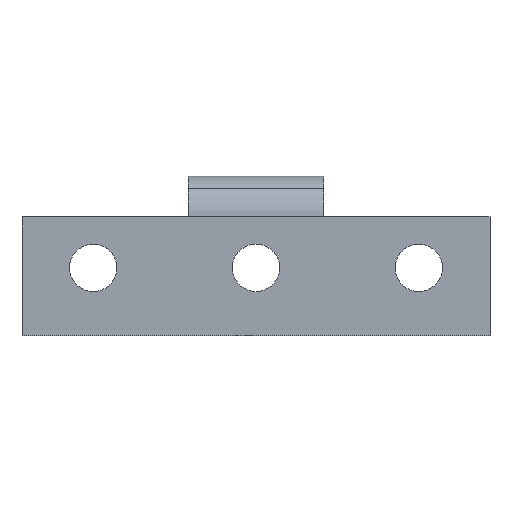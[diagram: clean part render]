
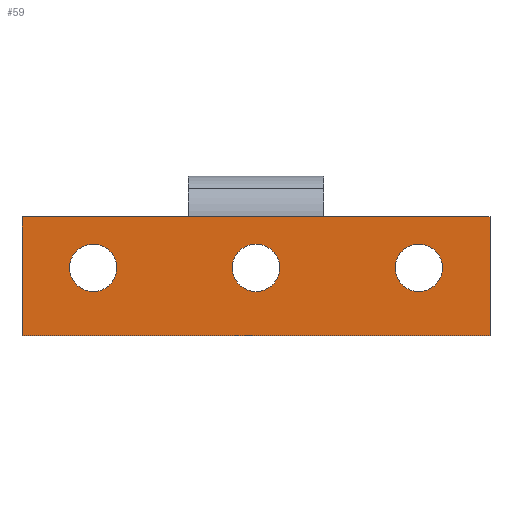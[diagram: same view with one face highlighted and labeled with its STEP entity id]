
A CAD part, top view. The second image highlights one B-rep face of the part: STEP entity #59.
In plain terms, the highlighted planar face has unit normal (0, 0, 1).
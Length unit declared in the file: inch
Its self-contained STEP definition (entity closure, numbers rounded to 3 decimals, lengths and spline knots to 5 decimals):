
#59=ADVANCED_FACE('',(#129,#130,#131,#132),#133,.T.);
#129=FACE_OUTER_BOUND('',#216,.T.);
#130=FACE_BOUND('',#217,.T.);
#131=FACE_BOUND('',#218,.T.);
#132=FACE_BOUND('',#219,.T.);
#133=PLANE('',#220);
#216=EDGE_LOOP('',(#322,#323,#324,#325,#326,#327));
#217=EDGE_LOOP('',(#328,#329));
#218=EDGE_LOOP('',(#330,#331));
#219=EDGE_LOOP('',(#332,#333));
#220=AXIS2_PLACEMENT_3D('',#334,#335,#336);
#322=ORIENTED_EDGE('',*,*,#531,.F.);
#323=ORIENTED_EDGE('',*,*,#532,.T.);
#324=ORIENTED_EDGE('',*,*,#510,.T.);
#325=ORIENTED_EDGE('',*,*,#533,.T.);
#326=ORIENTED_EDGE('',*,*,#534,.T.);
#327=ORIENTED_EDGE('',*,*,#535,.T.);
#328=ORIENTED_EDGE('',*,*,#515,.T.);
#329=ORIENTED_EDGE('',*,*,#536,.T.);
#330=ORIENTED_EDGE('',*,*,#520,.T.);
#331=ORIENTED_EDGE('',*,*,#537,.T.);
#332=ORIENTED_EDGE('',*,*,#538,.T.);
#333=ORIENTED_EDGE('',*,*,#539,.T.);
#334=CARTESIAN_POINT('',(0.,1.83592,0.));
#335=DIRECTION('',(0.,0.,1.0));
#336=DIRECTION('',(1.0,0.,0.));
#510=EDGE_CURVE('',#594,#599,#601,.T.);
#515=EDGE_CURVE('',#604,#608,#610,.T.);
#520=EDGE_CURVE('',#613,#617,#619,.T.);
#531=EDGE_CURVE('',#634,#638,#639,.T.);
#532=EDGE_CURVE('',#634,#594,#640,.T.);
#533=EDGE_CURVE('',#599,#641,#642,.T.);
#534=EDGE_CURVE('',#641,#643,#644,.T.);
#535=EDGE_CURVE('',#643,#638,#645,.T.);
#536=EDGE_CURVE('',#608,#604,#646,.T.);
#537=EDGE_CURVE('',#617,#613,#647,.T.);
#538=EDGE_CURVE('',#648,#649,#650,.T.);
#539=EDGE_CURVE('',#649,#648,#651,.T.);
#594=VERTEX_POINT('',#721);
#599=VERTEX_POINT('',#728);
#601=LINE('',#731,#732);
#604=VERTEX_POINT('',#735);
#608=VERTEX_POINT('',#740);
#610=CIRCLE('',#743,0.27559);
#613=VERTEX_POINT('',#746);
#617=VERTEX_POINT('',#751);
#619=CIRCLE('',#754,0.27559);
#634=VERTEX_POINT('',#772);
#638=VERTEX_POINT('',#777);
#639=LINE('',#778,#779);
#640=LINE('',#780,#781);
#641=VERTEX_POINT('',#782);
#642=LINE('',#783,#784);
#643=VERTEX_POINT('',#785);
#644=LINE('',#786,#787);
#645=LINE('',#788,#789);
#646=CIRCLE('',#790,0.27559);
#647=CIRCLE('',#791,0.27559);
#648=VERTEX_POINT('',#792);
#649=VERTEX_POINT('',#793);
#650=CIRCLE('',#794,0.27559);
#651=CIRCLE('',#795,0.27559);
#721=CARTESIAN_POINT('',(-2.71654,1.37795,0.));
#728=CARTESIAN_POINT('',(-2.71654,0.,0.));
#731=CARTESIAN_POINT('',(-2.71654,0.22004,0.));
#732=VECTOR('',#887,0.03937);
#735=CARTESIAN_POINT('',(0.,1.06299,0.));
#740=CARTESIAN_POINT('',(0.,0.51181,0.));
#743=AXIS2_PLACEMENT_3D('',#893,#894,#895);
#746=CARTESIAN_POINT('',(1.88976,1.06299,0.));
#751=CARTESIAN_POINT('',(1.88976,0.51181,0.));
#754=AXIS2_PLACEMENT_3D('',#901,#902,#903);
#772=CARTESIAN_POINT('',(-0.7874,1.37795,0.));
#777=CARTESIAN_POINT('',(0.7874,1.37795,0.));
#778=CARTESIAN_POINT('',(0.,1.37795,0.));
#779=VECTOR('',#920,0.03937);
#780=CARTESIAN_POINT('',(-0.88583,1.37795,0.));
#781=VECTOR('',#921,0.03937);
#782=CARTESIAN_POINT('',(2.71654,0.,0.));
#783=CARTESIAN_POINT('',(0.,0.,0.));
#784=VECTOR('',#922,0.03937);
#785=CARTESIAN_POINT('',(2.71654,1.37795,0.));
#786=CARTESIAN_POINT('',(2.71654,0.22004,0.));
#787=VECTOR('',#923,0.03937);
#788=CARTESIAN_POINT('',(0.88583,1.37795,0.));
#789=VECTOR('',#924,0.03937);
#790=AXIS2_PLACEMENT_3D('',#925,#926,#927);
#791=AXIS2_PLACEMENT_3D('',#928,#929,#930);
#792=CARTESIAN_POINT('',(-1.88976,1.06299,0.));
#793=CARTESIAN_POINT('',(-1.88976,0.51181,0.));
#794=AXIS2_PLACEMENT_3D('',#931,#932,#933);
#795=AXIS2_PLACEMENT_3D('',#934,#935,#936);
#887=DIRECTION('',(0.,-1.0,0.));
#893=CARTESIAN_POINT('',(0.,0.7874,0.));
#894=DIRECTION('',(0.,0.,-1.0));
#895=DIRECTION('',(0.,1.0,0.));
#901=CARTESIAN_POINT('',(1.88976,0.7874,0.));
#902=DIRECTION('',(0.,0.,-1.0));
#903=DIRECTION('',(0.,1.0,0.));
#920=DIRECTION('',(1.0,0.,0.));
#921=DIRECTION('',(-1.0,0.,0.));
#922=DIRECTION('',(1.0,0.,0.));
#923=DIRECTION('',(0.,1.0,0.));
#924=DIRECTION('',(-1.0,0.,0.));
#925=CARTESIAN_POINT('',(0.,0.7874,0.));
#926=DIRECTION('',(0.,0.,-1.0));
#927=DIRECTION('',(0.,1.0,0.));
#928=CARTESIAN_POINT('',(1.88976,0.7874,0.));
#929=DIRECTION('',(0.,0.,-1.0));
#930=DIRECTION('',(0.,1.0,0.));
#931=CARTESIAN_POINT('',(-1.88976,0.7874,0.));
#932=DIRECTION('',(0.,0.,-1.0));
#933=DIRECTION('',(0.,1.0,0.));
#934=CARTESIAN_POINT('',(-1.88976,0.7874,0.));
#935=DIRECTION('',(0.,0.,-1.0));
#936=DIRECTION('',(0.,1.0,0.));
